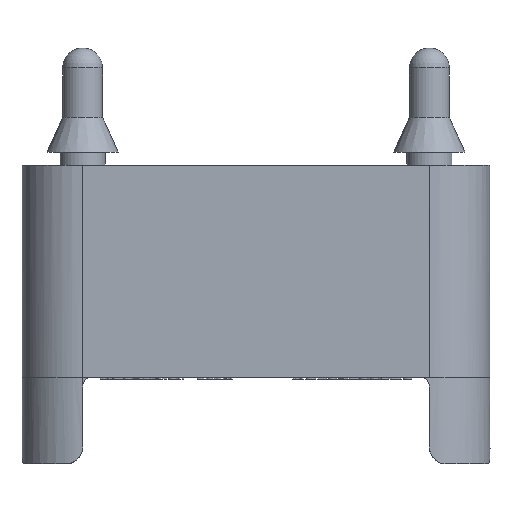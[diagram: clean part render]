
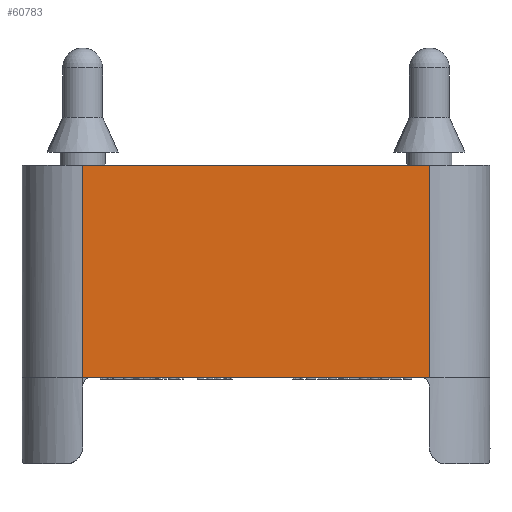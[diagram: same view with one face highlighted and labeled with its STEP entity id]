
A CAD part, front view. The second image highlights one B-rep face of the part: STEP entity #60783.
In plain terms, the highlighted planar face has unit normal (0, -1, 0).
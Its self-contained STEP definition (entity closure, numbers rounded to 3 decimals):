
#1165=CARTESIAN_POINT('',(-9.974,-13.5,-2.0));
#1166=VERTEX_POINT('',#1165);
#2958=CARTESIAN_POINT('',(9.974,-13.5,-2.0));
#2959=VERTEX_POINT('',#2958);
#2967=CARTESIAN_POINT('',(-9.974,-13.5,-2.0));
#2968=DIRECTION('',(1.0,0.0,0.0));
#2969=VECTOR('',#2968,19.947);
#2970=LINE('',#2967,#2969);
#2971=EDGE_CURVE('',#1166,#2959,#2970,.T.);
#60532=CARTESIAN_POINT('',(10.0,-13.5,-2.0));
#60533=VERTEX_POINT('',#60532);
#60543=CARTESIAN_POINT('',(9.974,-13.5,-2.0));
#60544=DIRECTION('',(1.0,0.0,0.0));
#60545=VECTOR('',#60544,0.026);
#60546=LINE('',#60543,#60545);
#60547=EDGE_CURVE('',#2959,#60533,#60546,.T.);
#60610=CARTESIAN_POINT('',(-10.0,-13.5,-2.0));
#60611=VERTEX_POINT('',#60610);
#60627=CARTESIAN_POINT('',(-10.0,-13.5,-2.0));
#60628=DIRECTION('',(1.0,0.0,0.0));
#60629=VECTOR('',#60628,0.026);
#60630=LINE('',#60627,#60629);
#60631=EDGE_CURVE('',#60611,#1166,#60630,.T.);
#60714=CARTESIAN_POINT('',(10.0,-13.5,10.25));
#60715=VERTEX_POINT('',#60714);
#60723=CARTESIAN_POINT('',(10.0,-13.5,-2.0));
#60724=DIRECTION('',(0.0,0.0,1.0));
#60725=VECTOR('',#60724,12.25);
#60726=LINE('',#60723,#60725);
#60727=EDGE_CURVE('',#60533,#60715,#60726,.T.);
#60738=CARTESIAN_POINT('',(-10.0,-13.5,10.25));
#60739=VERTEX_POINT('',#60738);
#60740=CARTESIAN_POINT('',(-10.0,-13.5,-2.0));
#60741=DIRECTION('',(0.0,0.0,1.0));
#60742=VECTOR('',#60741,12.25);
#60743=LINE('',#60740,#60742);
#60744=EDGE_CURVE('',#60611,#60739,#60743,.T.);
#60765=CARTESIAN_POINT('',(10.0,-13.5,-2.0));
#60766=DIRECTION('',(0.0,-1.0,0.0));
#60767=DIRECTION('',(0.0,0.0,-1.0));
#60768=AXIS2_PLACEMENT_3D('',#60765,#60766,#60767);
#60769=PLANE('',#60768);
#60770=ORIENTED_EDGE('',*,*,#60631,.T.);
#60771=ORIENTED_EDGE('',*,*,#2971,.T.);
#60772=ORIENTED_EDGE('',*,*,#60547,.T.);
#60773=ORIENTED_EDGE('',*,*,#60727,.T.);
#60774=CARTESIAN_POINT('',(10.0,-13.5,10.25));
#60775=DIRECTION('',(-1.0,0.0,0.0));
#60776=VECTOR('',#60775,20.0);
#60777=LINE('',#60774,#60776);
#60778=EDGE_CURVE('',#60715,#60739,#60777,.T.);
#60779=ORIENTED_EDGE('',*,*,#60778,.T.);
#60780=ORIENTED_EDGE('',*,*,#60744,.F.);
#60781=EDGE_LOOP('',(#60770,#60771,#60772,#60773,#60779,#60780));
#60782=FACE_OUTER_BOUND('',#60781,.T.);
#60783=ADVANCED_FACE('',(#60782),#60769,.T.);
